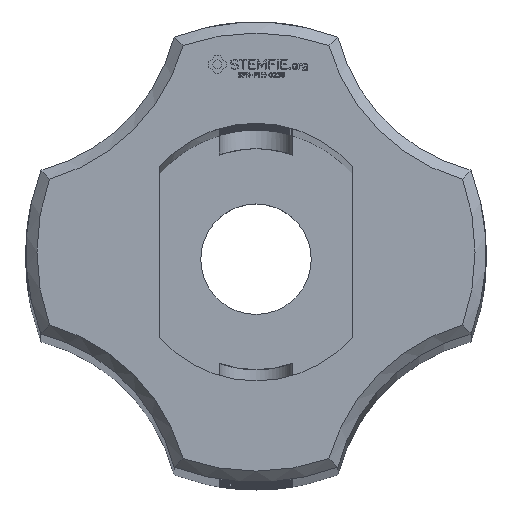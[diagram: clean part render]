
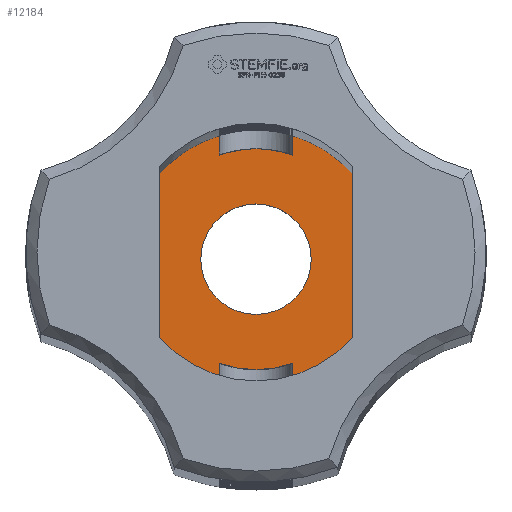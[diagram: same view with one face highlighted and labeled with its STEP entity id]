
A CAD part, top view. The second image highlights one B-rep face of the part: STEP entity #12184.
In plain terms, the highlighted planar face has unit normal (0, 0, 1).
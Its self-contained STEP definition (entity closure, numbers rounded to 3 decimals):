
#3840 = VERTEX_POINT('',#3841);
#3841 = CARTESIAN_POINT('',(2.829,0.998,11.));
#3861 = EDGE_CURVE('',#3862,#3840,#3864,.T.);
#3862 = VERTEX_POINT('',#3863);
#3863 = CARTESIAN_POINT('',(2.625,0.998,11.));
#3864 = LINE('',#3865,#3866);
#3865 = CARTESIAN_POINT('',(124.382,0.998,11.));
#3866 = VECTOR('',#3867,1.);
#3867 = DIRECTION('',(1.,0.,0.));
#3870 = VERTEX_POINT('',#3871);
#3871 = CARTESIAN_POINT('',(2.625,-0.998,11.));
#3878 = EDGE_CURVE('',#3870,#3879,#3881,.T.);
#3879 = VERTEX_POINT('',#3880);
#3880 = CARTESIAN_POINT('',(2.829,-0.998,11.));
#3881 = LINE('',#3882,#3883);
#3882 = CARTESIAN_POINT('',(124.382,-0.998,11.));
#3883 = VECTOR('',#3884,1.);
#3884 = DIRECTION('',(1.,0.,0.));
#12028 = EDGE_CURVE('',#12029,#3862,#12031,.T.);
#12029 = VERTEX_POINT('',#12030);
#12030 = CARTESIAN_POINT('',(2.625,2.315,11.));
#12031 = LINE('',#12032,#12033);
#12032 = CARTESIAN_POINT('',(2.625,2.315,11.));
#12033 = VECTOR('',#12034,1.);
#12034 = DIRECTION('',(0.,-1.,0.));
#12044 = VERTEX_POINT('',#12045);
#12045 = CARTESIAN_POINT('',(2.625,-2.315,11.));
#12051 = EDGE_CURVE('',#3870,#12044,#12052,.T.);
#12052 = LINE('',#12053,#12054);
#12053 = CARTESIAN_POINT('',(2.625,2.315,11.));
#12054 = VECTOR('',#12055,1.);
#12055 = DIRECTION('',(0.,-1.,0.));
#12171 = EDGE_CURVE('',#3840,#3879,#12172,.T.);
#12172 = CIRCLE('',#12173,3.);
#12173 = AXIS2_PLACEMENT_3D('',#12174,#12175,#12176);
#12174 = CARTESIAN_POINT('',(0.,0.,11.));
#12175 = DIRECTION('',(0.,0.,-1.));
#12176 = DIRECTION('',(0.,1.,0.));
#12184 = ADVANCED_FACE('',(#12185,#12326),#12337,.T.);
#12185 = FACE_BOUND('',#12186,.T.);
#12186 = EDGE_LOOP('',(#12187,#12188,#12189,#12190,#12191,#12200,#12208,
    #12217,#12226,#12234,#12243,#12251,#12259,#12268,#12276,#12284,
    #12293,#12301,#12310,#12318,#12325));
#12187 = ORIENTED_EDGE('',*,*,#3878,.T.);
#12188 = ORIENTED_EDGE('',*,*,#12171,.F.);
#12189 = ORIENTED_EDGE('',*,*,#3861,.F.);
#12190 = ORIENTED_EDGE('',*,*,#12028,.F.);
#12191 = ORIENTED_EDGE('',*,*,#12192,.T.);
#12192 = EDGE_CURVE('',#12029,#12193,#12195,.T.);
#12193 = VERTEX_POINT('',#12194);
#12194 = CARTESIAN_POINT('',(0.998,3.355,11.));
#12195 = CIRCLE('',#12196,3.5);
#12196 = AXIS2_PLACEMENT_3D('',#12197,#12198,#12199);
#12197 = CARTESIAN_POINT('',(0.,0.,11.)
  );
#12198 = DIRECTION('',(0.,0.,1.));
#12199 = DIRECTION('',(1.,0.,0.));
#12200 = ORIENTED_EDGE('',*,*,#12201,.T.);
#12201 = EDGE_CURVE('',#12193,#12202,#12204,.T.);
#12202 = VERTEX_POINT('',#12203);
#12203 = CARTESIAN_POINT('',(0.998,2.829,11.));
#12204 = LINE('',#12205,#12206);
#12205 = CARTESIAN_POINT('',(0.998,-124.382,11.));
#12206 = VECTOR('',#12207,1.);
#12207 = DIRECTION('',(0.,-1.,0.));
#12208 = ORIENTED_EDGE('',*,*,#12209,.F.);
#12209 = EDGE_CURVE('',#12210,#12202,#12212,.T.);
#12210 = VERTEX_POINT('',#12211);
#12211 = CARTESIAN_POINT('',(0.,3.,11.));
#12212 = CIRCLE('',#12213,3.);
#12213 = AXIS2_PLACEMENT_3D('',#12214,#12215,#12216);
#12214 = CARTESIAN_POINT('',(0.,0.,11.));
#12215 = DIRECTION('',(0.,0.,-1.));
#12216 = DIRECTION('',(0.,1.,0.));
#12217 = ORIENTED_EDGE('',*,*,#12218,.F.);
#12218 = EDGE_CURVE('',#12219,#12210,#12221,.T.);
#12219 = VERTEX_POINT('',#12220);
#12220 = CARTESIAN_POINT('',(-0.998,2.829,11.));
#12221 = CIRCLE('',#12222,3.);
#12222 = AXIS2_PLACEMENT_3D('',#12223,#12224,#12225);
#12223 = CARTESIAN_POINT('',(0.,0.,11.));
#12224 = DIRECTION('',(0.,0.,-1.));
#12225 = DIRECTION('',(0.,1.,0.));
#12226 = ORIENTED_EDGE('',*,*,#12227,.F.);
#12227 = EDGE_CURVE('',#12228,#12219,#12230,.T.);
#12228 = VERTEX_POINT('',#12229);
#12229 = CARTESIAN_POINT('',(-0.998,3.355,11.));
#12230 = LINE('',#12231,#12232);
#12231 = CARTESIAN_POINT('',(-0.998,-124.382,11.));
#12232 = VECTOR('',#12233,1.);
#12233 = DIRECTION('',(0.,-1.,0.));
#12234 = ORIENTED_EDGE('',*,*,#12235,.T.);
#12235 = EDGE_CURVE('',#12228,#12236,#12238,.T.);
#12236 = VERTEX_POINT('',#12237);
#12237 = CARTESIAN_POINT('',(-2.625,2.315,11.));
#12238 = CIRCLE('',#12239,3.5);
#12239 = AXIS2_PLACEMENT_3D('',#12240,#12241,#12242);
#12240 = CARTESIAN_POINT('',(0.,0.,11.)
  );
#12241 = DIRECTION('',(0.,0.,1.));
#12242 = DIRECTION('',(1.,0.,0.));
#12243 = ORIENTED_EDGE('',*,*,#12244,.T.);
#12244 = EDGE_CURVE('',#12236,#12245,#12247,.T.);
#12245 = VERTEX_POINT('',#12246);
#12246 = CARTESIAN_POINT('',(-2.625,0.998,11.));
#12247 = LINE('',#12248,#12249);
#12248 = CARTESIAN_POINT('',(-2.625,2.315,11.));
#12249 = VECTOR('',#12250,1.);
#12250 = DIRECTION('',(0.,-1.,0.));
#12251 = ORIENTED_EDGE('',*,*,#12252,.F.);
#12252 = EDGE_CURVE('',#12253,#12245,#12255,.T.);
#12253 = VERTEX_POINT('',#12254);
#12254 = CARTESIAN_POINT('',(-2.829,0.998,11.));
#12255 = LINE('',#12256,#12257);
#12256 = CARTESIAN_POINT('',(124.382,0.998,11.));
#12257 = VECTOR('',#12258,1.);
#12258 = DIRECTION('',(1.,0.,0.));
#12259 = ORIENTED_EDGE('',*,*,#12260,.F.);
#12260 = EDGE_CURVE('',#12261,#12253,#12263,.T.);
#12261 = VERTEX_POINT('',#12262);
#12262 = CARTESIAN_POINT('',(-2.829,-0.998,11.));
#12263 = CIRCLE('',#12264,3.);
#12264 = AXIS2_PLACEMENT_3D('',#12265,#12266,#12267);
#12265 = CARTESIAN_POINT('',(0.,0.,11.));
#12266 = DIRECTION('',(0.,0.,-1.));
#12267 = DIRECTION('',(0.,1.,0.));
#12268 = ORIENTED_EDGE('',*,*,#12269,.T.);
#12269 = EDGE_CURVE('',#12261,#12270,#12272,.T.);
#12270 = VERTEX_POINT('',#12271);
#12271 = CARTESIAN_POINT('',(-2.625,-0.998,11.));
#12272 = LINE('',#12273,#12274);
#12273 = CARTESIAN_POINT('',(124.382,-0.998,11.));
#12274 = VECTOR('',#12275,1.);
#12275 = DIRECTION('',(1.,0.,0.));
#12276 = ORIENTED_EDGE('',*,*,#12277,.T.);
#12277 = EDGE_CURVE('',#12270,#12278,#12280,.T.);
#12278 = VERTEX_POINT('',#12279);
#12279 = CARTESIAN_POINT('',(-2.625,-2.315,11.));
#12280 = LINE('',#12281,#12282);
#12281 = CARTESIAN_POINT('',(-2.625,2.315,11.));
#12282 = VECTOR('',#12283,1.);
#12283 = DIRECTION('',(0.,-1.,0.));
#12284 = ORIENTED_EDGE('',*,*,#12285,.T.);
#12285 = EDGE_CURVE('',#12278,#12286,#12288,.T.);
#12286 = VERTEX_POINT('',#12287);
#12287 = CARTESIAN_POINT('',(-0.998,-3.355,11.));
#12288 = CIRCLE('',#12289,3.5);
#12289 = AXIS2_PLACEMENT_3D('',#12290,#12291,#12292);
#12290 = CARTESIAN_POINT('',(0.,0.,11.)
  );
#12291 = DIRECTION('',(0.,0.,1.));
#12292 = DIRECTION('',(1.,0.,0.));
#12293 = ORIENTED_EDGE('',*,*,#12294,.F.);
#12294 = EDGE_CURVE('',#12295,#12286,#12297,.T.);
#12295 = VERTEX_POINT('',#12296);
#12296 = CARTESIAN_POINT('',(-0.998,-2.829,11.));
#12297 = LINE('',#12298,#12299);
#12298 = CARTESIAN_POINT('',(-0.998,-124.382,11.));
#12299 = VECTOR('',#12300,1.);
#12300 = DIRECTION('',(0.,-1.,0.));
#12301 = ORIENTED_EDGE('',*,*,#12302,.F.);
#12302 = EDGE_CURVE('',#12303,#12295,#12305,.T.);
#12303 = VERTEX_POINT('',#12304);
#12304 = CARTESIAN_POINT('',(0.998,-2.829,11.));
#12305 = CIRCLE('',#12306,3.);
#12306 = AXIS2_PLACEMENT_3D('',#12307,#12308,#12309);
#12307 = CARTESIAN_POINT('',(0.,0.,11.));
#12308 = DIRECTION('',(0.,0.,-1.));
#12309 = DIRECTION('',(0.,1.,0.));
#12310 = ORIENTED_EDGE('',*,*,#12311,.T.);
#12311 = EDGE_CURVE('',#12303,#12312,#12314,.T.);
#12312 = VERTEX_POINT('',#12313);
#12313 = CARTESIAN_POINT('',(0.998,-3.355,11.));
#12314 = LINE('',#12315,#12316);
#12315 = CARTESIAN_POINT('',(0.998,-124.382,11.));
#12316 = VECTOR('',#12317,1.);
#12317 = DIRECTION('',(0.,-1.,0.));
#12318 = ORIENTED_EDGE('',*,*,#12319,.T.);
#12319 = EDGE_CURVE('',#12312,#12044,#12320,.T.);
#12320 = CIRCLE('',#12321,3.5);
#12321 = AXIS2_PLACEMENT_3D('',#12322,#12323,#12324);
#12322 = CARTESIAN_POINT('',(0.,0.,11.)
  );
#12323 = DIRECTION('',(0.,0.,1.));
#12324 = DIRECTION('',(1.,0.,0.));
#12325 = ORIENTED_EDGE('',*,*,#12051,.F.);
#12326 = FACE_BOUND('',#12327,.T.);
#12327 = EDGE_LOOP('',(#12328));
#12328 = ORIENTED_EDGE('',*,*,#12329,.T.);
#12329 = EDGE_CURVE('',#12330,#12330,#12332,.T.);
#12330 = VERTEX_POINT('',#12331);
#12331 = CARTESIAN_POINT('',(0.,1.5,11.));
#12332 = CIRCLE('',#12333,1.5);
#12333 = AXIS2_PLACEMENT_3D('',#12334,#12335,#12336);
#12334 = CARTESIAN_POINT('',(0.,0.,11.));
#12335 = DIRECTION('',(0.,0.,-1.));
#12336 = DIRECTION('',(0.,1.,0.));
#12337 = PLANE('',#12338);
#12338 = AXIS2_PLACEMENT_3D('',#12339,#12340,#12341);
#12339 = CARTESIAN_POINT('',(0.,0.001,11.)
  );
#12340 = DIRECTION('',(0.,0.,1.));
#12341 = DIRECTION('',(0.,1.,0.));
